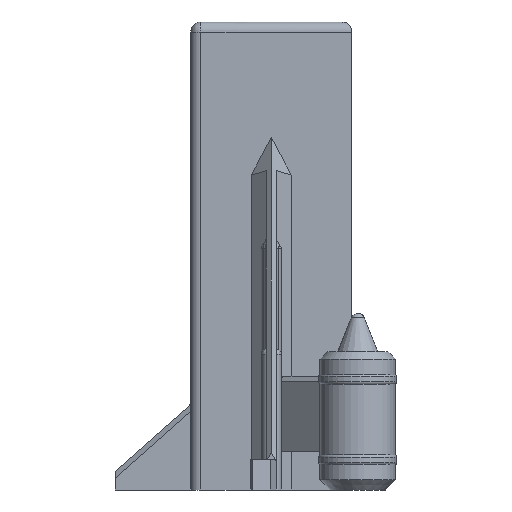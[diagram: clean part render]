
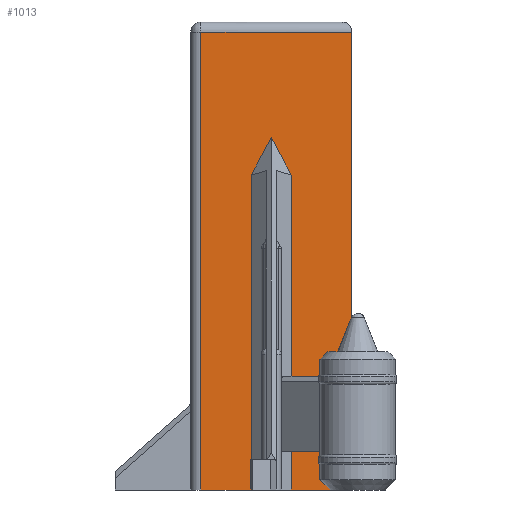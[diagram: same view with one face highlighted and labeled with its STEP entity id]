
A CAD part, front view. The second image highlights one B-rep face of the part: STEP entity #1013.
In plain terms, the highlighted planar face has unit normal (0, -1, 0).
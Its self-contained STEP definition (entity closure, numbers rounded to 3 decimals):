
#276=PLANE('',#3111);
#451=LINE('',#4661,#736);
#452=LINE('',#4664,#737);
#453=LINE('',#4666,#738);
#454=LINE('',#4668,#739);
#455=LINE('',#4670,#740);
#456=LINE('',#4672,#741);
#457=LINE('',#4674,#742);
#458=LINE('',#4676,#743);
#459=LINE('',#4678,#744);
#736=VECTOR('',#3422,1.);
#737=VECTOR('',#3423,1.);
#738=VECTOR('',#3424,1.);
#739=VECTOR('',#3425,1.);
#740=VECTOR('',#3426,1.);
#741=VECTOR('',#3427,1.);
#742=VECTOR('',#3428,1.);
#743=VECTOR('',#3429,1.);
#744=VECTOR('',#3430,1.);
#1013=ADVANCED_FACE('',(#1208),#276,.T.);
#1208=FACE_OUTER_BOUND('',#1354,.T.);
#1354=EDGE_LOOP('',(#1630,#1631,#1632,#1633,#1634,#1635,#1636,#1637,#1638));
#1630=ORIENTED_EDGE('',*,*,#2655,.T.);
#1631=ORIENTED_EDGE('',*,*,#2656,.T.);
#1632=ORIENTED_EDGE('',*,*,#2657,.T.);
#1633=ORIENTED_EDGE('',*,*,#2658,.T.);
#1634=ORIENTED_EDGE('',*,*,#2659,.T.);
#1635=ORIENTED_EDGE('',*,*,#2660,.T.);
#1636=ORIENTED_EDGE('',*,*,#2661,.T.);
#1637=ORIENTED_EDGE('',*,*,#2662,.T.);
#1638=ORIENTED_EDGE('',*,*,#2663,.T.);
#2380=VERTEX_POINT('',#4662);
#2381=VERTEX_POINT('',#4663);
#2382=VERTEX_POINT('',#4665);
#2383=VERTEX_POINT('',#4667);
#2384=VERTEX_POINT('',#4669);
#2385=VERTEX_POINT('',#4671);
#2386=VERTEX_POINT('',#4673);
#2387=VERTEX_POINT('',#4675);
#2388=VERTEX_POINT('',#4677);
#2655=EDGE_CURVE('',#2380,#2381,#451,.T.);
#2656=EDGE_CURVE('',#2381,#2382,#452,.T.);
#2657=EDGE_CURVE('',#2382,#2383,#453,.T.);
#2658=EDGE_CURVE('',#2383,#2384,#454,.T.);
#2659=EDGE_CURVE('',#2384,#2385,#455,.T.);
#2660=EDGE_CURVE('',#2385,#2386,#456,.T.);
#2661=EDGE_CURVE('',#2386,#2387,#457,.T.);
#2662=EDGE_CURVE('',#2387,#2388,#458,.T.);
#2663=EDGE_CURVE('',#2388,#2380,#459,.T.);
#3111=AXIS2_PLACEMENT_3D('',#4679,#3431,#3432);
#3422=DIRECTION('',(-1.,0.,0.));
#3423=DIRECTION('',(0.,0.,-1.));
#3424=DIRECTION('',(1.,0.,0.));
#3425=DIRECTION('',(0.,0.,1.));
#3426=DIRECTION('',(0.474,0.,0.88));
#3427=DIRECTION('',(0.474,0.,-0.88));
#3428=DIRECTION('',(0.,0.,-1.));
#3429=DIRECTION('',(1.,0.,0.));
#3430=DIRECTION('',(0.,0.,1.));
#3431=DIRECTION('',(0.,-1.,0.));
#3432=DIRECTION('',(0.,0.,-1.));
#4661=CARTESIAN_POINT('',(-16.,-16.,-2.));
#4662=CARTESIAN_POINT('',(16.,-16.,-2.));
#4663=CARTESIAN_POINT('',(-14.,-16.,-2.));
#4664=CARTESIAN_POINT('',(-14.,-16.,-93.));
#4665=CARTESIAN_POINT('',(-14.,-16.,-93.));
#4666=CARTESIAN_POINT('',(-16.,-16.,-93.));
#4667=CARTESIAN_POINT('',(-4.,-16.,-93.));
#4668=CARTESIAN_POINT('',(-4.,-16.,-93.));
#4669=CARTESIAN_POINT('',(-4.,-16.,-30.421));
#4670=CARTESIAN_POINT('',(-8.035,-16.,-37.907));
#4671=CARTESIAN_POINT('',(0.,-16.,-23.));
#4672=CARTESIAN_POINT('',(26.108,-16.,-71.438));
#4673=CARTESIAN_POINT('',(4.,-16.,-30.421));
#4674=CARTESIAN_POINT('',(4.,-16.,-93.));
#4675=CARTESIAN_POINT('',(4.,-16.,-93.));
#4676=CARTESIAN_POINT('',(-16.,-16.,-93.));
#4677=CARTESIAN_POINT('',(16.,-16.,-93.));
#4678=CARTESIAN_POINT('',(16.,-16.,-93.));
#4679=CARTESIAN_POINT('',(-16.,-16.,-93.));
